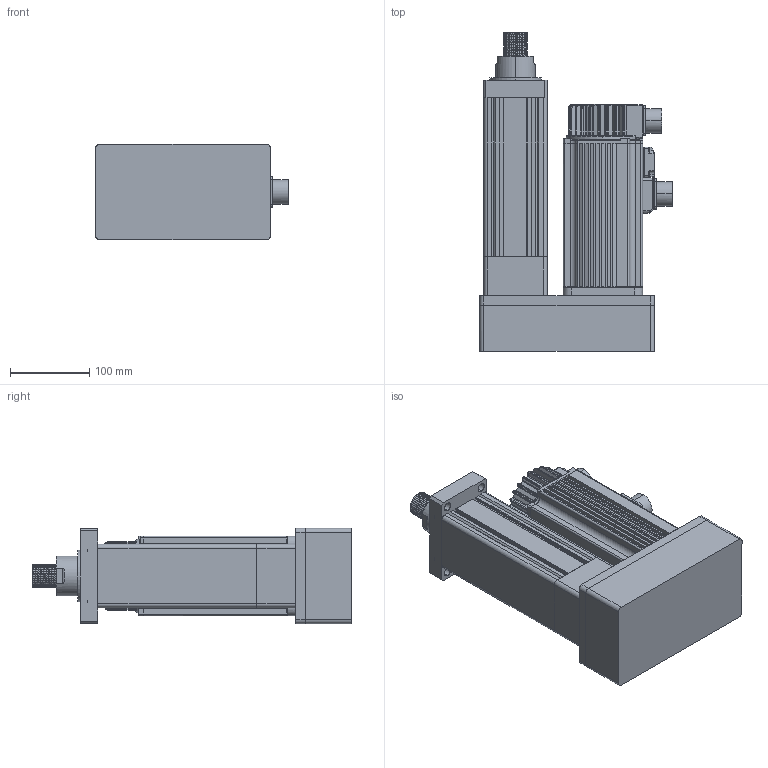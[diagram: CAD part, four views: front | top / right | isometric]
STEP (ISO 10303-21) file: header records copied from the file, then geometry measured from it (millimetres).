
FILE_DESCRIPTION (( 'STEP AP203' ), '1' );
FILE_NAME ('RLA80-25QF-1KN-R75-1250mm-s.STEP', '2025-01-20T02:28:31', ( '微软用户' ), ( '微软中国' ), 'SwSTEP 2.0', 'SolidWorks 2022', '' );
FILE_SCHEMA (( 'CONFIG_CONTROL_DESIGN' ));
Length unit declared in the file: millimetre
Products named in the file (3): 80缸行程75折叠前法兰安装; 1.5KW-3000带刹车; RLA80-25QF-1KN-R75-1250mm-s
Assembly tree (2 placements, depth 2):
  RLA80-25QF-1KN-R75-1250mm-s
    80缸行程75折叠前法兰安装
    1.5KW-3000带刹车
Bounding box: 242.5 x 401 x 120 mm (x, y, z)
Volume: 2961479.5 mm3; surface area: 590998.8 mm2
Topology: 1 solids, 23 shells, 1461 faces, 4009 edges, 2423 vertices
Faces by surface type: bspline 1222, cylinder 118, plane 113, cone 8
Entity records: 59616 total; most frequent: CARTESIAN_POINT 35551, ORIENTED_EDGE 7340, EDGE_CURVE 3912, VERTEX_POINT 2431, B_SPLINE_CURVE_WITH_KNOTS 2006, EDGE_LOOP 1627, FACE_OUTER_BOUND 1463, ADVANCED_FACE 1461
